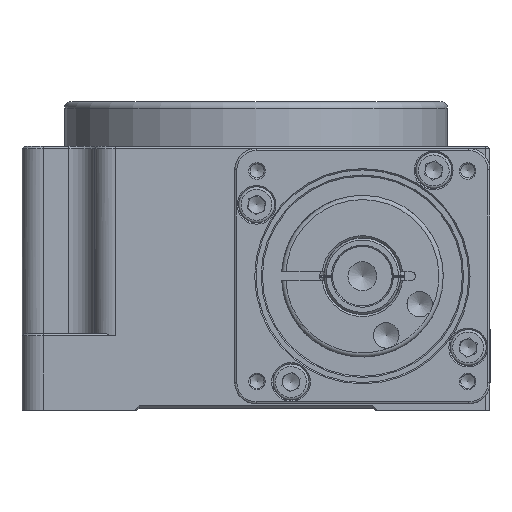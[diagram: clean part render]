
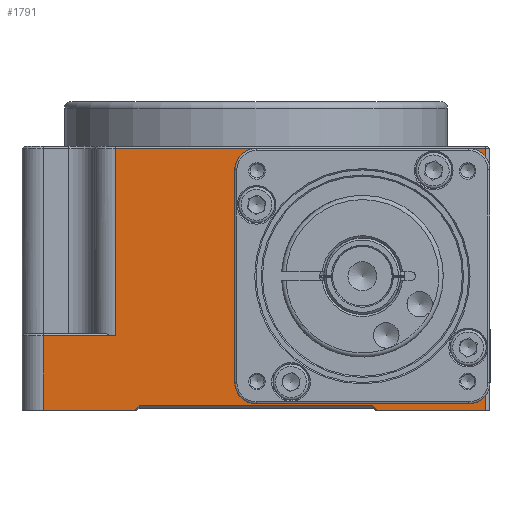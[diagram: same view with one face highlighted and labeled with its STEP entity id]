
A CAD part, front view. The second image highlights one B-rep face of the part: STEP entity #1791.
In plain terms, the highlighted planar face has unit normal (0, -1, 0).
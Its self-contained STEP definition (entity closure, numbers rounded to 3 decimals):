
#17 = VECTOR ( 'NONE', #13348, 1000. ) ;
#143 = VECTOR ( 'NONE', #32902, 1000. ) ;
#243 = DIRECTION ( 'NONE',  ( 0., 0., -1. ) ) ;
#259 = DIRECTION ( 'NONE',  ( 0., -1., 0. ) ) ;
#283 = CARTESIAN_POINT ( 'NONE',  ( 49.395, -61., 55.895 ) ) ;
#425 = EDGE_CURVE ( 'NONE', #24912, #20884, #19357, .T. ) ;
#674 = AXIS2_PLACEMENT_3D ( 'NONE', #15817, #15778, #15769 ) ;
#825 = AXIS2_PLACEMENT_3D ( 'NONE', #8606, #8602, #8582 ) ;
#1791 = ADVANCED_FACE ( 'NONE', ( #2165, #2164, #2133, #2128, #2076, #2070 ), #2044, .F. ) ;
#1900 = DIRECTION ( 'NONE',  ( -1., 0., 0. ) ) ;
#1984 = DIRECTION ( 'NONE',  ( 0., 0., 1. ) ) ;
#1992 = DIRECTION ( 'NONE',  ( 0., 1., 0. ) ) ;
#2020 = CARTESIAN_POINT ( 'NONE',  ( -50., -61., 17.5 ) ) ;
#2029 = LINE ( 'NONE', #2020, #28410 ) ;
#2037 = CARTESIAN_POINT ( 'NONE',  ( -55., -61., 62. ) ) ;
#2044 = PLANE ( 'NONE',  #4952 ) ;
#2070 = FACE_OUTER_BOUND ( 'NONE', #13818, .T. ) ;
#2076 = FACE_BOUND ( 'NONE', #22108, .T. ) ;
#2128 = FACE_BOUND ( 'NONE', #23761, .T. ) ;
#2133 = FACE_BOUND ( 'NONE', #24836, .T. ) ;
#2164 = FACE_BOUND ( 'NONE', #26389, .T. ) ;
#2165 = FACE_BOUND ( 'NONE', #29325, .T. ) ;
#2299 = EDGE_CURVE ( 'NONE', #24912, #27433, #30960, .T. ) ;
#4538 = EDGE_CURVE ( 'NONE', #30081, #30081, #13046, .T. ) ;
#4733 = EDGE_CURVE ( 'NONE', #29978, #29978, #26295, .T. ) ;
#4952 = AXIS2_PLACEMENT_3D ( 'NONE', #2037, #1992, #1984 ) ;
#5009 = AXIS2_PLACEMENT_3D ( 'NONE', #20556, #20541, #20520 ) ;
#8582 = DIRECTION ( 'NONE',  ( 0., 0., -1. ) ) ;
#8602 = DIRECTION ( 'NONE',  ( 0., -1., 0. ) ) ;
#8606 = CARTESIAN_POINT ( 'NONE',  ( 49.395, -61., 7.105 ) ) ;
#10724 = VECTOR ( 'NONE', #19312, 1000. ) ;
#10751 = DIRECTION ( 'NONE',  ( -1., 0., 0. ) ) ;
#10762 = CARTESIAN_POINT ( 'NONE',  ( -33., -61., 61.5 ) ) ;
#10793 = LINE ( 'NONE', #10762, #23891 ) ;
#10832 = AXIS2_PLACEMENT_3D ( 'NONE', #32405, #32366, #32335 ) ;
#11800 = CARTESIAN_POINT ( 'NONE',  ( -50., -61., 17.5 ) ) ;
#13046 = CIRCLE ( 'NONE', #32979, 2.1 ) ;
#13348 = DIRECTION ( 'NONE',  ( 1., 0., 0. ) ) ;
#13362 = CARTESIAN_POINT ( 'NONE',  ( -55., -61., 0. ) ) ;
#13385 = LINE ( 'NONE', #13362, #17 ) ;
#13818 = EDGE_LOOP ( 'NONE', ( #26105, #26293, #26499, #26122, #26590, #26916, #27003, #27163, #27634, #27871 ) ) ;
#14673 = DIRECTION ( 'NONE',  ( 1., 0., 0. ) ) ;
#14681 = CARTESIAN_POINT ( 'NONE',  ( -55., -61., 0. ) ) ;
#14690 = LINE ( 'NONE', #14681, #28038 ) ;
#14741 = EDGE_CURVE ( 'NONE', #22196, #28193, #30356, .T. ) ;
#15180 = CARTESIAN_POINT ( 'NONE',  ( -27.5, -61., 1. ) ) ;
#15332 = CARTESIAN_POINT ( 'NONE',  ( 54., -61., 0. ) ) ;
#15674 = CARTESIAN_POINT ( 'NONE',  ( -50., -61., 0. ) ) ;
#15769 = DIRECTION ( 'NONE',  ( 0., 0., -1. ) ) ;
#15778 = DIRECTION ( 'NONE',  ( 0., -1., 0. ) ) ;
#15817 = CARTESIAN_POINT ( 'NONE',  ( 0.605, -61., 7.105 ) ) ;
#15859 = CIRCLE ( 'NONE', #674, 2.1 ) ;
#16026 = CIRCLE ( 'NONE', #825, 2.1 ) ;
#16084 = EDGE_CURVE ( 'NONE', #28193, #27433, #14690, .T. ) ;
#17286 = CARTESIAN_POINT ( 'NONE',  ( 0.605, -61., 5.005 ) ) ;
#17291 = VERTEX_POINT ( 'NONE', #17286 ) ;
#18629 = VECTOR ( 'NONE', #30919, 1000. ) ;
#19312 = DIRECTION ( 'NONE',  ( 1., 0., 0. ) ) ;
#19322 = CARTESIAN_POINT ( 'NONE',  ( 28., -61., 1. ) ) ;
#19357 = LINE ( 'NONE', #19322, #10724 ) ;
#19549 = EDGE_CURVE ( 'NONE', #21855, #21855, #16026, .T. ) ;
#20402 = CIRCLE ( 'NONE', #5009, 23. ) ;
#20452 = DIRECTION ( 'NONE',  ( 0., 0., 1. ) ) ;
#20456 = CARTESIAN_POINT ( 'NONE',  ( 54., -61., 62. ) ) ;
#20461 = LINE ( 'NONE', #20456, #28152 ) ;
#20520 = DIRECTION ( 'NONE',  ( 0., 0., 1. ) ) ;
#20541 = DIRECTION ( 'NONE',  ( 0., 1., 0. ) ) ;
#20556 = CARTESIAN_POINT ( 'NONE',  ( 25., -61., 31.5 ) ) ;
#20680 = CARTESIAN_POINT ( 'NONE',  ( 25., -61., 54.5 ) ) ;
#20716 = VERTEX_POINT ( 'NONE', #20680 ) ;
#20884 = VERTEX_POINT ( 'NONE', #27306 ) ;
#21428 = EDGE_CURVE ( 'NONE', #20716, #20716, #20402, .T. ) ;
#21839 = CARTESIAN_POINT ( 'NONE',  ( 49.395, -61., 5.005 ) ) ;
#21855 = VERTEX_POINT ( 'NONE', #21839 ) ;
#22039 = EDGE_CURVE ( 'NONE', #31835, #28229, #13385, .T. ) ;
#22108 = EDGE_LOOP ( 'NONE', ( #26080 ) ) ;
#22196 = VERTEX_POINT ( 'NONE', #11800 ) ;
#23316 = CARTESIAN_POINT ( 'NONE',  ( -28.5, -61., 0. ) ) ;
#23471 = VERTEX_POINT ( 'NONE', #33747 ) ;
#23761 = EDGE_LOOP ( 'NONE', ( #25841 ) ) ;
#23891 = VECTOR ( 'NONE', #10751, 1000. ) ;
#24558 = EDGE_CURVE ( 'NONE', #28229, #23471, #20461, .T. ) ;
#24836 = EDGE_LOOP ( 'NONE', ( #25829 ) ) ;
#24912 = VERTEX_POINT ( 'NONE', #15180 ) ;
#25425 = ORIENTED_EDGE ( 'NONE', *, *, #19549, .F. ) ;
#25669 = ORIENTED_EDGE ( 'NONE', *, *, #21428, .T. ) ;
#25829 = ORIENTED_EDGE ( 'NONE', *, *, #28153, .F. ) ;
#25841 = ORIENTED_EDGE ( 'NONE', *, *, #4733, .F. ) ;
#26080 = ORIENTED_EDGE ( 'NONE', *, *, #4538, .F. ) ;
#26105 = ORIENTED_EDGE ( 'NONE', *, *, #24558, .T. ) ;
#26122 = ORIENTED_EDGE ( 'NONE', *, *, #31271, .T. ) ;
#26293 = ORIENTED_EDGE ( 'NONE', *, *, #30789, .T. ) ;
#26295 = CIRCLE ( 'NONE', #10832, 2.1 ) ;
#26389 = EDGE_LOOP ( 'NONE', ( #25425 ) ) ;
#26499 = ORIENTED_EDGE ( 'NONE', *, *, #26987, .T. ) ;
#26590 = ORIENTED_EDGE ( 'NONE', *, *, #14741, .T. ) ;
#26604 = VERTEX_POINT ( 'NONE', #31753 ) ;
#26916 = ORIENTED_EDGE ( 'NONE', *, *, #16084, .T. ) ;
#26924 = VERTEX_POINT ( 'NONE', #28684 ) ;
#26987 = EDGE_CURVE ( 'NONE', #26924, #26604, #28466, .T. ) ;
#27003 = ORIENTED_EDGE ( 'NONE', *, *, #2299, .F. ) ;
#27163 = ORIENTED_EDGE ( 'NONE', *, *, #425, .T. ) ;
#27306 = CARTESIAN_POINT ( 'NONE',  ( 27.5, -61., 1. ) ) ;
#27433 = VERTEX_POINT ( 'NONE', #23316 ) ;
#27634 = ORIENTED_EDGE ( 'NONE', *, *, #31559, .F. ) ;
#27871 = ORIENTED_EDGE ( 'NONE', *, *, #22039, .T. ) ;
#28038 = VECTOR ( 'NONE', #14673, 1000. ) ;
#28152 = VECTOR ( 'NONE', #20452, 1000. ) ;
#28153 = EDGE_CURVE ( 'NONE', #17291, #17291, #15859, .T. ) ;
#28193 = VERTEX_POINT ( 'NONE', #15674 ) ;
#28229 = VERTEX_POINT ( 'NONE', #15332 ) ;
#28410 = VECTOR ( 'NONE', #1900, 1000. ) ;
#28427 = DIRECTION ( 'NONE',  ( 0., 0., -1. ) ) ;
#28459 = CARTESIAN_POINT ( 'NONE',  ( -33., -61., 62. ) ) ;
#28466 = LINE ( 'NONE', #28459, #31682 ) ;
#28684 = CARTESIAN_POINT ( 'NONE',  ( -33., -61., 61.5 ) ) ;
#28977 = VECTOR ( 'NONE', #30308, 1000. ) ;
#29325 = EDGE_LOOP ( 'NONE', ( #25669 ) ) ;
#29476 = CARTESIAN_POINT ( 'NONE',  ( 28.5, -61., 0. ) ) ;
#29944 = CARTESIAN_POINT ( 'NONE',  ( 0.605, -61., 53.795 ) ) ;
#29978 = VERTEX_POINT ( 'NONE', #29944 ) ;
#30062 = CARTESIAN_POINT ( 'NONE',  ( 49.395, -61., 53.795 ) ) ;
#30081 = VERTEX_POINT ( 'NONE', #30062 ) ;
#30308 = DIRECTION ( 'NONE',  ( 0., 0., -1. ) ) ;
#30343 = CARTESIAN_POINT ( 'NONE',  ( -50., -61., 62. ) ) ;
#30356 = LINE ( 'NONE', #30343, #28977 ) ;
#30789 = EDGE_CURVE ( 'NONE', #23471, #26924, #10793, .T. ) ;
#30919 = DIRECTION ( 'NONE',  ( -0.707, 0., -0.707 ) ) ;
#30952 = CARTESIAN_POINT ( 'NONE',  ( -28.5, -61., 0. ) ) ;
#30960 = LINE ( 'NONE', #30952, #18629 ) ;
#31271 = EDGE_CURVE ( 'NONE', #26604, #22196, #2029, .T. ) ;
#31559 = EDGE_CURVE ( 'NONE', #31835, #20884, #32943, .T. ) ;
#31682 = VECTOR ( 'NONE', #28427, 1000. ) ;
#31753 = CARTESIAN_POINT ( 'NONE',  ( -33., -61., 17.5 ) ) ;
#31835 = VERTEX_POINT ( 'NONE', #29476 ) ;
#32335 = DIRECTION ( 'NONE',  ( 0., 0., -1. ) ) ;
#32366 = DIRECTION ( 'NONE',  ( 0., -1., 0. ) ) ;
#32405 = CARTESIAN_POINT ( 'NONE',  ( 0.605, -61., 55.895 ) ) ;
#32902 = DIRECTION ( 'NONE',  ( -0.707, 0., 0.707 ) ) ;
#32939 = CARTESIAN_POINT ( 'NONE',  ( 27.5, -61., 1. ) ) ;
#32943 = LINE ( 'NONE', #32939, #143 ) ;
#32979 = AXIS2_PLACEMENT_3D ( 'NONE', #283, #259, #243 ) ;
#33747 = CARTESIAN_POINT ( 'NONE',  ( 54., -61., 61.5 ) ) ;
